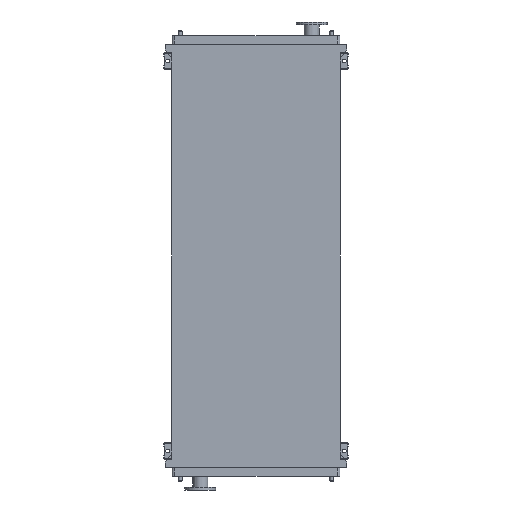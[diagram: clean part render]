
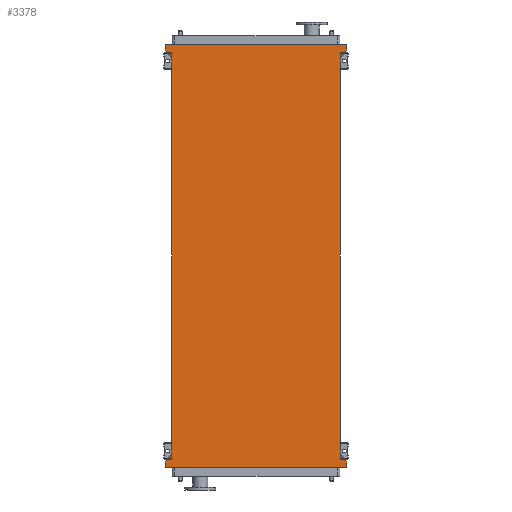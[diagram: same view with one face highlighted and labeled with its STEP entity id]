
A CAD part, front view. The second image highlights one B-rep face of the part: STEP entity #3378.
In plain terms, the highlighted planar face has unit normal (0, -1, 0).
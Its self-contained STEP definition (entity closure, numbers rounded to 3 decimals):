
#32 = VERTEX_POINT ( 'NONE', #5158 ) ;
#193 = VECTOR ( 'NONE', #9908, 1000. ) ;
#257 = EDGE_CURVE ( 'NONE', #4407, #4762, #7069, .T. ) ;
#514 = VECTOR ( 'NONE', #1647, 1000. ) ;
#551 = EDGE_CURVE ( 'NONE', #7298, #14356, #5477, .T. ) ;
#825 = DIRECTION ( 'NONE',  ( 0.655, 0., 0.755 ) ) ;
#928 = ORIENTED_EDGE ( 'NONE', *, *, #257, .F. ) ;
#1146 = LINE ( 'NONE', #9827, #8966 ) ;
#1181 = EDGE_CURVE ( 'NONE', #32, #7938, #4501, .T. ) ;
#1286 = ORIENTED_EDGE ( 'NONE', *, *, #8362, .F. ) ;
#1421 = LINE ( 'NONE', #18304, #16829 ) ;
#1465 = CARTESIAN_POINT ( 'NONE',  ( -605., 0., -2850. ) ) ;
#1630 = EDGE_CURVE ( 'NONE', #12820, #4407, #1421, .T. ) ;
#1647 = DIRECTION ( 'NONE',  ( 0., 0., 1. ) ) ;
#1921 = LINE ( 'NONE', #14730, #9723 ) ;
#1932 = VECTOR ( 'NONE', #13679, 1000. ) ;
#2572 = ORIENTED_EDGE ( 'NONE', *, *, #551, .F. ) ;
#2728 = CARTESIAN_POINT ( 'NONE',  ( 651., 0., 95. ) ) ;
#2913 = AXIS2_PLACEMENT_3D ( 'NONE', #1465, #7439, #17403 ) ;
#2932 = ORIENTED_EDGE ( 'NONE', *, *, #12228, .F. ) ;
#3035 = LINE ( 'NONE', #5495, #7876 ) ;
#3046 = ORIENTED_EDGE ( 'NONE', *, *, #11797, .F. ) ;
#3093 = ORIENTED_EDGE ( 'NONE', *, *, #3148, .F. ) ;
#3148 = EDGE_CURVE ( 'NONE', #4108, #11214, #1146, .T. ) ;
#3378 = ADVANCED_FACE ( 'NONE', ( #9191 ), #15976, .T. ) ;
#3411 = ORIENTED_EDGE ( 'NONE', *, *, #9024, .F. ) ;
#3565 = CARTESIAN_POINT ( 'NONE',  ( 651., 0., -2903. ) ) ;
#4014 = CARTESIAN_POINT ( 'NONE',  ( -605., 0., -2850. ) ) ;
#4108 = VERTEX_POINT ( 'NONE', #6036 ) ;
#4236 = ORIENTED_EDGE ( 'NONE', *, *, #1181, .T. ) ;
#4298 = CARTESIAN_POINT ( 'NONE',  ( 605., 0., 0. ) ) ;
#4407 = VERTEX_POINT ( 'NONE', #14881 ) ;
#4501 = LINE ( 'NONE', #16084, #514 ) ;
#4762 = VERTEX_POINT ( 'NONE', #8692 ) ;
#4860 = VERTEX_POINT ( 'NONE', #9055 ) ;
#5158 = CARTESIAN_POINT ( 'NONE',  ( 605., 0., -2850. ) ) ;
#5224 = ORIENTED_EDGE ( 'NONE', *, *, #18527, .F. ) ;
#5351 = ORIENTED_EDGE ( 'NONE', *, *, #1630, .F. ) ;
#5477 = LINE ( 'NONE', #3565, #1932 ) ;
#5495 = CARTESIAN_POINT ( 'NONE',  ( 605., 0., -2850. ) ) ;
#5755 = DIRECTION ( 'NONE',  ( -0.655, 0., -0.755 ) ) ;
#6036 = CARTESIAN_POINT ( 'NONE',  ( -651., 0., -2945. ) ) ;
#6166 = DIRECTION ( 'NONE',  ( 0., 0., -1. ) ) ;
#6307 = CARTESIAN_POINT ( 'NONE',  ( 651., 0., -2945. ) ) ;
#6599 = EDGE_CURVE ( 'NONE', #18519, #4860, #1921, .T. ) ;
#6950 = DIRECTION ( 'NONE',  ( 0.655, 0., -0.755 ) ) ;
#7069 = LINE ( 'NONE', #8564, #17977 ) ;
#7275 = CARTESIAN_POINT ( 'NONE',  ( 651., 0., -2903. ) ) ;
#7298 = VERTEX_POINT ( 'NONE', #7275 ) ;
#7439 = DIRECTION ( 'NONE',  ( 0., -1., 0. ) ) ;
#7876 = VECTOR ( 'NONE', #6950, 1000. ) ;
#7938 = VERTEX_POINT ( 'NONE', #4298 ) ;
#8362 = EDGE_CURVE ( 'NONE', #32, #7298, #3035, .T. ) ;
#8529 = LINE ( 'NONE', #14179, #193 ) ;
#8564 = CARTESIAN_POINT ( 'NONE',  ( -605., 0., 0. ) ) ;
#8625 = DIRECTION ( 'NONE',  ( -1., 0., 0. ) ) ;
#8692 = CARTESIAN_POINT ( 'NONE',  ( -651., 0., 53. ) ) ;
#8921 = LINE ( 'NONE', #18152, #16058 ) ;
#8966 = VECTOR ( 'NONE', #11283, 1000. ) ;
#9024 = EDGE_CURVE ( 'NONE', #12418, #18519, #8529, .T. ) ;
#9055 = CARTESIAN_POINT ( 'NONE',  ( 651., 0., 53. ) ) ;
#9191 = FACE_OUTER_BOUND ( 'NONE', #17103, .T. ) ;
#9723 = VECTOR ( 'NONE', #6166, 1000. ) ;
#9764 = VECTOR ( 'NONE', #8625, 1000. ) ;
#9773 = DIRECTION ( 'NONE',  ( 0., 0., 1. ) ) ;
#9827 = CARTESIAN_POINT ( 'NONE',  ( -651., 0., -2945. ) ) ;
#9860 = CARTESIAN_POINT ( 'NONE',  ( -651., 0., 53. ) ) ;
#9908 = DIRECTION ( 'NONE',  ( 1., 0., 0. ) ) ;
#9999 = EDGE_CURVE ( 'NONE', #11214, #12820, #8921, .T. ) ;
#10939 = ORIENTED_EDGE ( 'NONE', *, *, #6599, .F. ) ;
#11004 = VECTOR ( 'NONE', #5755, 1000. ) ;
#11214 = VERTEX_POINT ( 'NONE', #15699 ) ;
#11283 = DIRECTION ( 'NONE',  ( 0., 0., 1. ) ) ;
#11464 = CARTESIAN_POINT ( 'NONE',  ( 651., 0., 53. ) ) ;
#11786 = CARTESIAN_POINT ( 'NONE',  ( -651., 0., 95. ) ) ;
#11797 = EDGE_CURVE ( 'NONE', #14356, #4108, #13554, .T. ) ;
#11975 = VECTOR ( 'NONE', #18396, 1000. ) ;
#12228 = EDGE_CURVE ( 'NONE', #4762, #12418, #15770, .T. ) ;
#12418 = VERTEX_POINT ( 'NONE', #11786 ) ;
#12760 = ORIENTED_EDGE ( 'NONE', *, *, #9999, .F. ) ;
#12820 = VERTEX_POINT ( 'NONE', #4014 ) ;
#13554 = LINE ( 'NONE', #18587, #9764 ) ;
#13679 = DIRECTION ( 'NONE',  ( 0., 0., -1. ) ) ;
#14179 = CARTESIAN_POINT ( 'NONE',  ( -651., 0., 95. ) ) ;
#14356 = VERTEX_POINT ( 'NONE', #6307 ) ;
#14730 = CARTESIAN_POINT ( 'NONE',  ( 651., 0., 95. ) ) ;
#14790 = LINE ( 'NONE', #11464, #11004 ) ;
#14881 = CARTESIAN_POINT ( 'NONE',  ( -605., 0., 0. ) ) ;
#15699 = CARTESIAN_POINT ( 'NONE',  ( -651., 0., -2903. ) ) ;
#15770 = LINE ( 'NONE', #9860, #11975 ) ;
#15976 = PLANE ( 'NONE',  #2913 ) ;
#16058 = VECTOR ( 'NONE', #825, 1000. ) ;
#16084 = CARTESIAN_POINT ( 'NONE',  ( 605., 0., -2850. ) ) ;
#16829 = VECTOR ( 'NONE', #9773, 1000. ) ;
#17090 = DIRECTION ( 'NONE',  ( -0.655, 0., 0.755 ) ) ;
#17103 = EDGE_LOOP ( 'NONE', ( #4236, #5224, #10939, #3411, #2932, #928, #5351, #12760, #3093, #3046, #2572, #1286 ) ) ;
#17403 = DIRECTION ( 'NONE',  ( 0., 0., -1. ) ) ;
#17977 = VECTOR ( 'NONE', #17090, 1000. ) ;
#18152 = CARTESIAN_POINT ( 'NONE',  ( -651., 0., -2903. ) ) ;
#18304 = CARTESIAN_POINT ( 'NONE',  ( -605., 0., -2850. ) ) ;
#18396 = DIRECTION ( 'NONE',  ( 0., 0., 1. ) ) ;
#18519 = VERTEX_POINT ( 'NONE', #2728 ) ;
#18527 = EDGE_CURVE ( 'NONE', #4860, #7938, #14790, .T. ) ;
#18587 = CARTESIAN_POINT ( 'NONE',  ( 651., 0., -2945. ) ) ;
